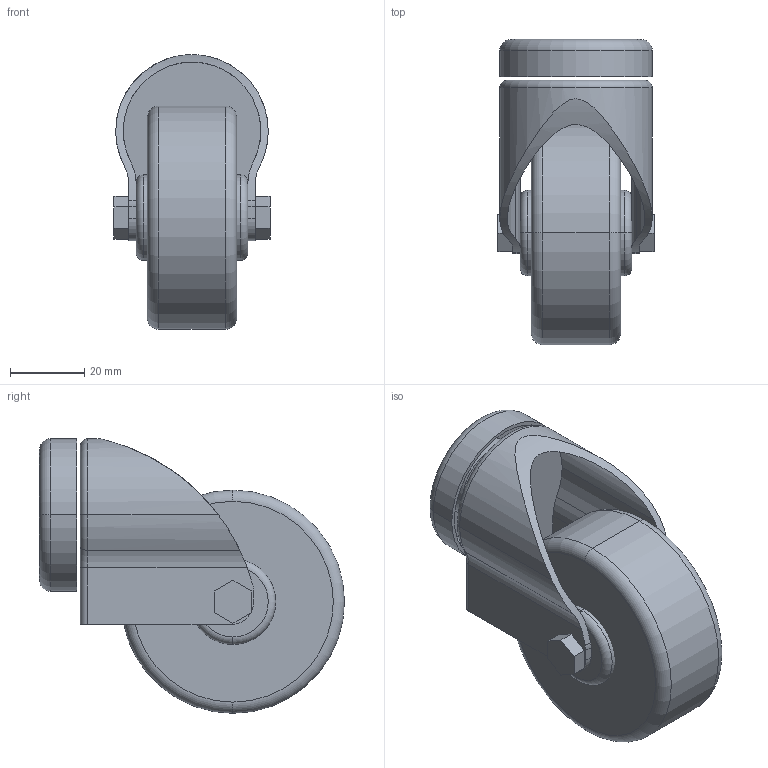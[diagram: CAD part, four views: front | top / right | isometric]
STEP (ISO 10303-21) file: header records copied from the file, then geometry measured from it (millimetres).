
FILE_DESCRIPTION (( 'STEP AP203' ), '1' );
FILE_NAME ('084.404.001.STEP', '2013-01-28T09:02:13', ( 'Alusic' ), ( 'Alusic' ), 'SwSTEP 2.0', 'SolidWorks 2011', '' );
FILE_SCHEMA (( 'CONFIG_CONTROL_DESIGN' ));
Length unit declared in the file: millimetre
Products named in the file (1): 084.404.001
Bounding box: 42 x 82 x 73.84 mm (x, y, z)
Volume: 93419.9 mm3; surface area: 29661.8 mm2
Topology: 6 solids, 6 shells, 84 faces, 187 edges, 118 vertices
Faces by surface type: plane 34, cylinder 31, torus 19
Entity records: 2583 total; most frequent: CARTESIAN_POINT 580, DIRECTION 438, ORIENTED_EDGE 374, EDGE_CURVE 187, AXIS2_PLACEMENT_3D 176, VERTEX_POINT 118, CIRCLE 91, EDGE_LOOP 89
